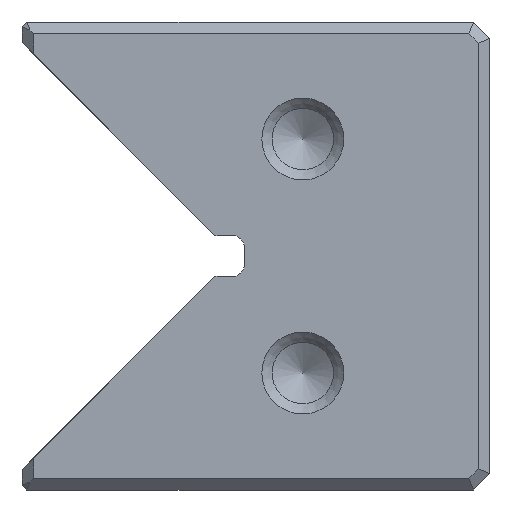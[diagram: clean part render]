
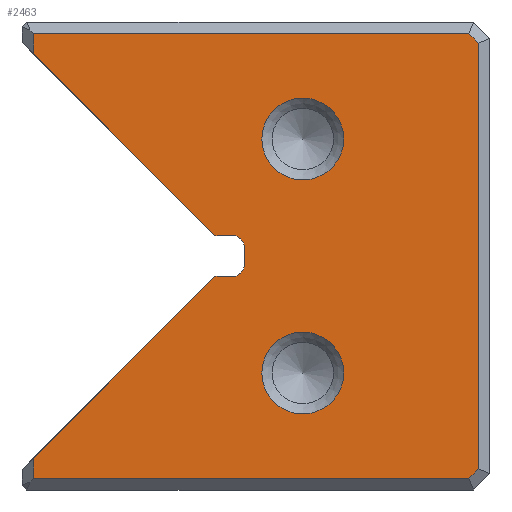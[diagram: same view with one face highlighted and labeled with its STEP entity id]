
A CAD part, left-side view. The second image highlights one B-rep face of the part: STEP entity #2463.
In plain terms, the highlighted planar face has unit normal (-1, 0, 0).
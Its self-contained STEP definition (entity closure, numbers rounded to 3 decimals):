
#2463=ADVANCED_FACE('',(#3344,#3345,#3346),#2835,.T.);
#2835=PLANE('',#8633);
#3079=CIRCLE('',#8629,3.5);
#3080=CIRCLE('',#8630,3.5);
#3081=CIRCLE('',#8631,1.);
#3082=CIRCLE('',#8632,1.);
#3344=FACE_BOUND('',#3502,.T.);
#3345=FACE_BOUND('',#3503,.T.);
#3346=FACE_BOUND('',#3504,.T.);
#3502=EDGE_LOOP('',(#4178));
#3503=EDGE_LOOP('',(#4179));
#3504=EDGE_LOOP('',(#4180,#4181,#4182,#4183,#4184,#4185,#4186,#4187,#4188,
#4189,#4190,#4191,#4192,#4193));
#4178=ORIENTED_EDGE('',*,*,#6616,.T.);
#4179=ORIENTED_EDGE('',*,*,#6617,.T.);
#4180=ORIENTED_EDGE('',*,*,#6618,.T.);
#4181=ORIENTED_EDGE('',*,*,#6619,.T.);
#4182=ORIENTED_EDGE('',*,*,#6620,.T.);
#4183=ORIENTED_EDGE('',*,*,#6621,.T.);
#4184=ORIENTED_EDGE('',*,*,#6622,.T.);
#4185=ORIENTED_EDGE('',*,*,#6623,.T.);
#4186=ORIENTED_EDGE('',*,*,#6624,.T.);
#4187=ORIENTED_EDGE('',*,*,#6625,.T.);
#4188=ORIENTED_EDGE('',*,*,#6626,.T.);
#4189=ORIENTED_EDGE('',*,*,#6627,.T.);
#4190=ORIENTED_EDGE('',*,*,#6628,.T.);
#4191=ORIENTED_EDGE('',*,*,#6629,.T.);
#4192=ORIENTED_EDGE('',*,*,#6630,.F.);
#4193=ORIENTED_EDGE('',*,*,#6631,.F.);
#5994=VERTEX_POINT('',#11044);
#5995=VERTEX_POINT('',#11046);
#5996=VERTEX_POINT('',#11048);
#5997=VERTEX_POINT('',#11049);
#5998=VERTEX_POINT('',#11051);
#5999=VERTEX_POINT('',#11053);
#6000=VERTEX_POINT('',#11055);
#6001=VERTEX_POINT('',#11057);
#6002=VERTEX_POINT('',#11059);
#6003=VERTEX_POINT('',#11061);
#6004=VERTEX_POINT('',#11063);
#6005=VERTEX_POINT('',#11065);
#6006=VERTEX_POINT('',#11067);
#6007=VERTEX_POINT('',#11069);
#6008=VERTEX_POINT('',#11071);
#6009=VERTEX_POINT('',#11073);
#6616=EDGE_CURVE('',#5994,#5994,#3079,.T.);
#6617=EDGE_CURVE('',#5995,#5995,#3080,.T.);
#6618=EDGE_CURVE('',#5996,#5997,#7441,.T.);
#6619=EDGE_CURVE('',#5997,#5998,#7442,.T.);
#6620=EDGE_CURVE('',#5998,#5999,#7443,.T.);
#6621=EDGE_CURVE('',#5999,#6000,#7444,.T.);
#6622=EDGE_CURVE('',#6000,#6001,#7445,.T.);
#6623=EDGE_CURVE('',#6001,#6002,#7446,.T.);
#6624=EDGE_CURVE('',#6002,#6003,#7447,.T.);
#6625=EDGE_CURVE('',#6003,#6004,#7448,.T.);
#6626=EDGE_CURVE('',#6004,#6005,#7449,.T.);
#6627=EDGE_CURVE('',#6005,#6006,#3081,.T.);
#6628=EDGE_CURVE('',#6006,#6007,#7450,.T.);
#6629=EDGE_CURVE('',#6007,#6008,#3082,.T.);
#6630=EDGE_CURVE('',#6009,#6008,#7451,.T.);
#6631=EDGE_CURVE('',#5996,#6009,#7452,.T.);
#7441=LINE('',#11047,#8111);
#7442=LINE('',#11050,#8112);
#7443=LINE('',#11052,#8113);
#7444=LINE('',#11054,#8114);
#7445=LINE('',#11056,#8115);
#7446=LINE('',#11058,#8116);
#7447=LINE('',#11060,#8117);
#7448=LINE('',#11062,#8118);
#7449=LINE('',#11064,#8119);
#7450=LINE('',#11068,#8120);
#7451=LINE('',#11072,#8121);
#7452=LINE('',#11074,#8122);
#8111=VECTOR('',#9148,1.);
#8112=VECTOR('',#9149,1.);
#8113=VECTOR('',#9150,1.);
#8114=VECTOR('',#9151,1.);
#8115=VECTOR('',#9152,1.);
#8116=VECTOR('',#9153,1.);
#8117=VECTOR('',#9154,1.);
#8118=VECTOR('',#9155,1.);
#8119=VECTOR('',#9156,1.);
#8120=VECTOR('',#9159,1.);
#8121=VECTOR('',#9162,1.);
#8122=VECTOR('',#9163,1.);
#8629=AXIS2_PLACEMENT_3D('',#11043,#9144,#9145);
#8630=AXIS2_PLACEMENT_3D('',#11045,#9146,#9147);
#8631=AXIS2_PLACEMENT_3D('',#11066,#9157,#9158);
#8632=AXIS2_PLACEMENT_3D('',#11070,#9160,#9161);
#8633=AXIS2_PLACEMENT_3D('',#11075,#9164,#9165);
#9144=DIRECTION('',(1.,0.,0.));
#9145=DIRECTION('',(0.,0.,1.));
#9146=DIRECTION('',(1.,0.,0.));
#9147=DIRECTION('',(0.,0.,1.));
#9148=DIRECTION('',(0.,0.,-1.));
#9149=DIRECTION('',(0.,-1.,0.));
#9150=DIRECTION('',(0.,-0.707,0.707));
#9151=DIRECTION('',(0.,0.,1.));
#9152=DIRECTION('',(0.,0.707,0.707));
#9153=DIRECTION('',(0.,1.,0.));
#9154=DIRECTION('',(0.,0.,-1.));
#9155=DIRECTION('',(0.,-0.707,-0.707));
#9156=DIRECTION('',(0.,-1.,0.));
#9157=DIRECTION('',(1.,0.,0.));
#9158=DIRECTION('',(0.,0.,1.));
#9159=DIRECTION('',(0.,0.,-1.));
#9160=DIRECTION('',(1.,0.,0.));
#9161=DIRECTION('',(0.,0.,1.));
#9162=DIRECTION('',(0.,-1.,0.));
#9163=DIRECTION('',(0.,-0.707,0.707));
#9164=DIRECTION('',(-1.,0.,0.));
#9165=DIRECTION('',(0.,0.,-1.));
#11043=CARTESIAN_POINT('',(0.,16.,30.));
#11044=CARTESIAN_POINT('',(0.,16.,33.5));
#11045=CARTESIAN_POINT('',(0.,16.,10.));
#11046=CARTESIAN_POINT('',(0.,16.,13.5));
#11047=CARTESIAN_POINT('',(0.,39.,0.));
#11048=CARTESIAN_POINT('',(0.,39.,2.758));
#11049=CARTESIAN_POINT('',(0.,39.,1.));
#11050=CARTESIAN_POINT('',(0.,20.,1.));
#11051=CARTESIAN_POINT('',(0.,1.814,1.));
#11052=CARTESIAN_POINT('',(0.,11.407,-8.593));
#11053=CARTESIAN_POINT('',(0.,1.,1.814));
#11054=CARTESIAN_POINT('',(0.,1.,0.));
#11055=CARTESIAN_POINT('',(0.,1.,38.186));
#11056=CARTESIAN_POINT('',(0.,-8.593,28.593));
#11057=CARTESIAN_POINT('',(0.,1.814,39.));
#11058=CARTESIAN_POINT('',(0.,20.,39.));
#11059=CARTESIAN_POINT('',(0.,39.,39.));
#11060=CARTESIAN_POINT('',(0.,39.,0.));
#11061=CARTESIAN_POINT('',(0.,39.,37.242));
#11062=CARTESIAN_POINT('',(0.,40.,38.242));
#11063=CARTESIAN_POINT('',(0.,23.508,21.75));
#11064=CARTESIAN_POINT('',(0.,21.,21.75));
#11065=CARTESIAN_POINT('',(0.,22.,21.75));
#11066=CARTESIAN_POINT('',(0.,22.,20.75));
#11067=CARTESIAN_POINT('',(0.,21.,20.75));
#11068=CARTESIAN_POINT('',(0.,21.,21.75));
#11069=CARTESIAN_POINT('',(0.,21.,19.25));
#11070=CARTESIAN_POINT('',(0.,22.,19.25));
#11071=CARTESIAN_POINT('',(0.,22.,18.25));
#11072=CARTESIAN_POINT('',(0.,21.,18.25));
#11073=CARTESIAN_POINT('',(0.,23.508,18.25));
#11074=CARTESIAN_POINT('',(0.,40.,1.758));
#11075=CARTESIAN_POINT('',(0.,20.,0.));
